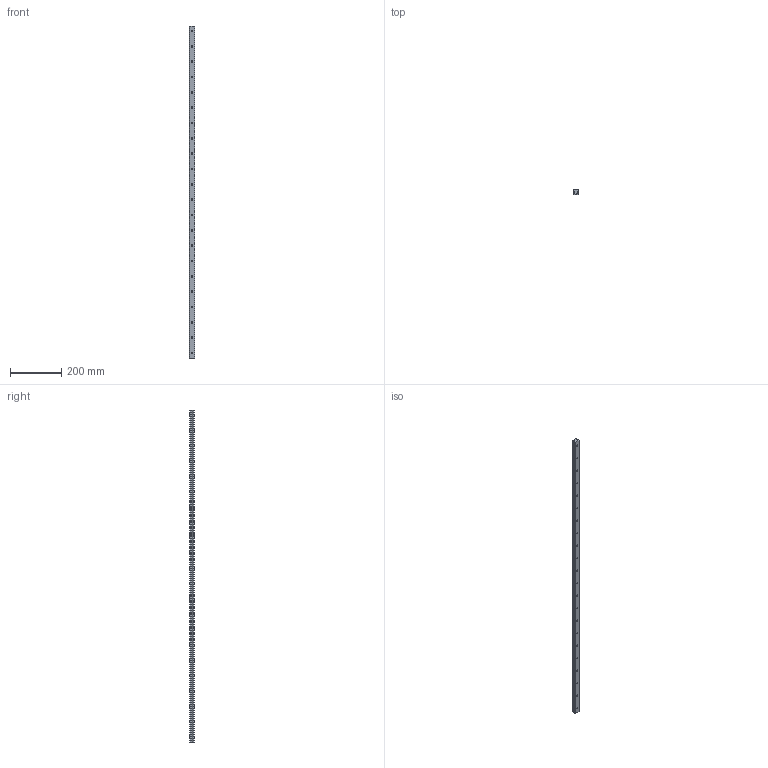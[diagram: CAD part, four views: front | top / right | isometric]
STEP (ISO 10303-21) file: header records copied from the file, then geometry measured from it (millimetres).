
FILE_DESCRIPTION (( 'STEP AP214' ), '1' );
FILE_NAME ('HGR20R LINEAR GUIDE RAIL, CONFIGURABLE, 1300 mm.STEP', '2019-03-07T08:56:26', ( '' ), ( '' ), 'SwSTEP 2.0', 'SolidWorks 2018', '' );
FILE_SCHEMA (( 'AUTOMOTIVE_DESIGN' ));
Length unit declared in the file: millimetre
Products named in the file (2): HGR20R LINEAR GUIDE RAIL, CONFIGURABLE, 1300 mm
Bounding box: 20 x 17.5 x 1300 mm (x, y, z)
Volume: 370118.4 mm3; surface area: 108190.7 mm2
Topology: 1 solids, 1 shells, 154 faces, 390 edges, 260 vertices
Faces by surface type: cylinder 110, plane 44
Entity records: 4891 total; most frequent: DIRECTION 922, CARTESIAN_POINT 806, ORIENTED_EDGE 780, EDGE_CURVE 390, AXIS2_PLACEMENT_3D 376, VERTEX_POINT 260, CIRCLE 220, EDGE_LOOP 220
